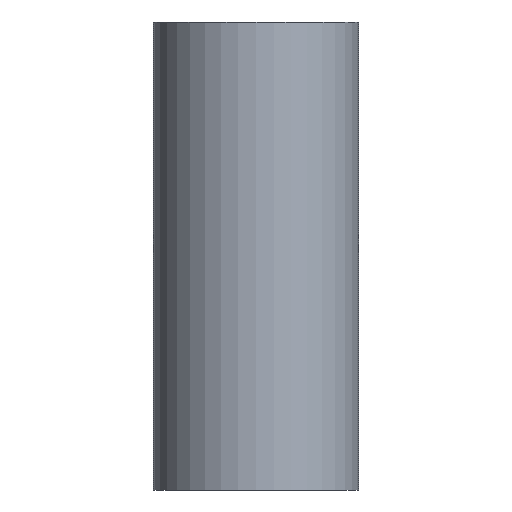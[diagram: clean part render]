
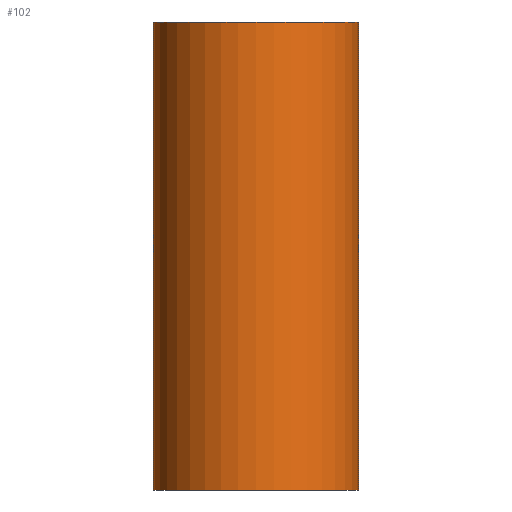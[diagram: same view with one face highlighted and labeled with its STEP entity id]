
A CAD part, front view. The second image highlights one B-rep face of the part: STEP entity #102.
In plain terms, the highlighted cylindrical face has radius 13.15 mm (diameter 26.3 mm), a partial arc.
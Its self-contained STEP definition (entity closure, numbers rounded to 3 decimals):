
#76 = VERTEX_POINT ( 'NONE', #181 ) ;
#79 = VERTEX_POINT ( 'NONE', #192 ) ;
#98 = EDGE_CURVE ( 'NONE', #79, #76, #332, .T. ) ;
#102 = ADVANCED_FACE ( 'NONE', ( #328 ), #327, .T. ) ;
#103 = EDGE_LOOP ( 'NONE', ( #199, #165, #194, #171 ) ) ;
#137 = EDGE_CURVE ( 'NONE', #79, #138, #271, .T. ) ;
#138 = VERTEX_POINT ( 'NONE', #267 ) ;
#141 = VERTEX_POINT ( 'NONE', #261 ) ;
#143 = EDGE_CURVE ( 'NONE', #76, #141, #389, .T. ) ;
#165 = ORIENTED_EDGE ( 'NONE', *, *, #98, .T. ) ;
#171 = ORIENTED_EDGE ( 'NONE', *, *, #172, .F. ) ;
#172 = EDGE_CURVE ( 'NONE', #138, #141, #237, .T. ) ;
#181 = CARTESIAN_POINT ( 'NONE',  ( 13.15, 0., -60. ) ) ;
#192 = CARTESIAN_POINT ( 'NONE',  ( -13.15, 0., -60. ) ) ;
#194 = ORIENTED_EDGE ( 'NONE', *, *, #143, .T. ) ;
#199 = ORIENTED_EDGE ( 'NONE', *, *, #137, .F. ) ;
#233 = DIRECTION ( 'NONE',  ( 1., 0., 0. ) ) ;
#234 = DIRECTION ( 'NONE',  ( 0., 0., 1. ) ) ;
#235 = CARTESIAN_POINT ( 'NONE',  ( 0., 0., 0. ) ) ;
#236 = AXIS2_PLACEMENT_3D ( 'NONE', #235, #234, #233 ) ;
#237 = CIRCLE ( 'NONE', #236, 13.15 ) ;
#247 = CARTESIAN_POINT ( 'NONE',  ( 0., 0., -60. ) ) ;
#261 = CARTESIAN_POINT ( 'NONE',  ( 13.15, 0., 0. ) ) ;
#267 = CARTESIAN_POINT ( 'NONE',  ( -13.15, 0., 0. ) ) ;
#268 = DIRECTION ( 'NONE',  ( 0., 0., 1. ) ) ;
#269 = VECTOR ( 'NONE', #268, 1000. ) ;
#270 = CARTESIAN_POINT ( 'NONE',  ( -13.15, 0., 0. ) ) ;
#271 = LINE ( 'NONE', #270, #269 ) ;
#327 = CYLINDRICAL_SURFACE ( 'NONE', #341, 13.15 ) ;
#328 = FACE_OUTER_BOUND ( 'NONE', #103, .T. ) ;
#329 = DIRECTION ( 'NONE',  ( 1., 0., 0. ) ) ;
#330 = DIRECTION ( 'NONE',  ( 0., 0., 1. ) ) ;
#331 = AXIS2_PLACEMENT_3D ( 'NONE', #247, #330, #329 ) ;
#332 = CIRCLE ( 'NONE', #331, 13.15 ) ;
#338 = DIRECTION ( 'NONE',  ( 1., 0., 0. ) ) ;
#339 = DIRECTION ( 'NONE',  ( 0., 0., 1. ) ) ;
#340 = CARTESIAN_POINT ( 'NONE',  ( 0., 0., 0. ) ) ;
#341 = AXIS2_PLACEMENT_3D ( 'NONE', #340, #339, #338 ) ;
#386 = DIRECTION ( 'NONE',  ( 0., 0., 1. ) ) ;
#387 = VECTOR ( 'NONE', #386, 1000. ) ;
#388 = CARTESIAN_POINT ( 'NONE',  ( 13.15, 0., 0. ) ) ;
#389 = LINE ( 'NONE', #388, #387 ) ;
